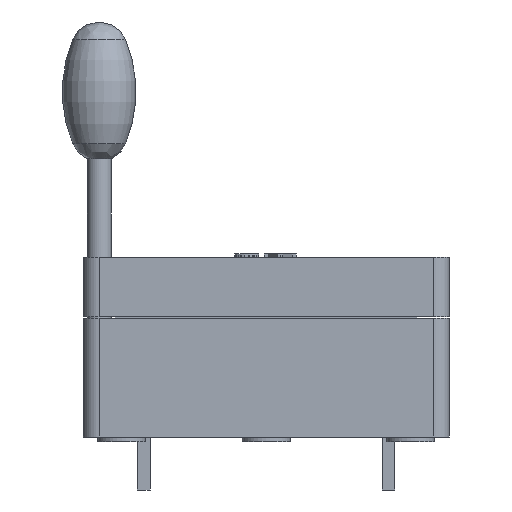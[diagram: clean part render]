
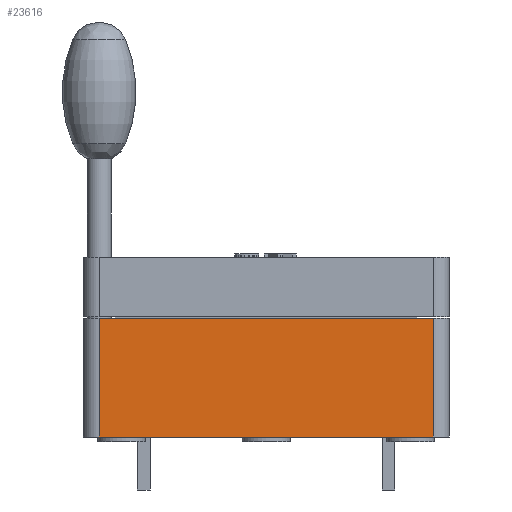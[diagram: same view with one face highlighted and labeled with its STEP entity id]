
A CAD part, front view. The second image highlights one B-rep face of the part: STEP entity #23616.
In plain terms, the highlighted planar face has unit normal (0, -1, 0).
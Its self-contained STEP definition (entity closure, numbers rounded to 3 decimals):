
#246 = DIRECTION ( 'NONE',  ( 0., 0., -1. ) ) ;
#439 = ORIENTED_EDGE ( 'NONE', *, *, #6311, .T. ) ;
#853 = VERTEX_POINT ( 'NONE', #6176 ) ;
#1633 = LINE ( 'NONE', #26929, #13681 ) ;
#3088 = CARTESIAN_POINT ( 'NONE',  ( 10.4, -32.75, 0. ) ) ;
#3333 = VERTEX_POINT ( 'NONE', #16218 ) ;
#6176 = CARTESIAN_POINT ( 'NONE',  ( 10.4, -32.75, 0.3 ) ) ;
#6311 = EDGE_CURVE ( 'NONE', #853, #8699, #18911, .T. ) ;
#7913 = PLANE ( 'NONE',  #22473 ) ;
#8107 = LINE ( 'NONE', #8965, #21421 ) ;
#8359 = EDGE_CURVE ( 'NONE', #29273, #853, #14241, .T. ) ;
#8699 = VERTEX_POINT ( 'NONE', #16990 ) ;
#8965 = CARTESIAN_POINT ( 'NONE',  ( -10.4, -32.75, 0. ) ) ;
#11434 = ORIENTED_EDGE ( 'NONE', *, *, #28905, .T. ) ;
#12539 = EDGE_CURVE ( 'NONE', #8699, #3333, #1633, .T. ) ;
#13681 = VECTOR ( 'NONE', #29005, 1000. ) ;
#14177 = FACE_OUTER_BOUND ( 'NONE', #27497, .T. ) ;
#14241 = LINE ( 'NONE', #20901, #27099 ) ;
#16218 = CARTESIAN_POINT ( 'NONE',  ( -10.4, -32.75, 7.7 ) ) ;
#16990 = CARTESIAN_POINT ( 'NONE',  ( 10.4, -32.75, 7.7 ) ) ;
#17821 = ORIENTED_EDGE ( 'NONE', *, *, #8359, .T. ) ;
#18911 = LINE ( 'NONE', #3088, #26533 ) ;
#20901 = CARTESIAN_POINT ( 'NONE',  ( -11.4, -32.75, 0.3 ) ) ;
#21421 = VECTOR ( 'NONE', #246, 1000. ) ;
#22473 = AXIS2_PLACEMENT_3D ( 'NONE', #25264, #28177, #27628 ) ;
#23210 = DIRECTION ( 'NONE',  ( 0., 0., 1. ) ) ;
#23616 = ADVANCED_FACE ( 'NONE', ( #14177 ), #7913, .T. ) ;
#24234 = ORIENTED_EDGE ( 'NONE', *, *, #12539, .T. ) ;
#24499 = CARTESIAN_POINT ( 'NONE',  ( -10.4, -32.75, 0.3 ) ) ;
#25191 = DIRECTION ( 'NONE',  ( 1., 0., 0. ) ) ;
#25264 = CARTESIAN_POINT ( 'NONE',  ( -11.4, -32.75, 0. ) ) ;
#26533 = VECTOR ( 'NONE', #23210, 1000. ) ;
#26929 = CARTESIAN_POINT ( 'NONE',  ( -11.4, -32.75, 7.7 ) ) ;
#27099 = VECTOR ( 'NONE', #25191, 1000. ) ;
#27497 = EDGE_LOOP ( 'NONE', ( #17821, #439, #24234, #11434 ) ) ;
#27628 = DIRECTION ( 'NONE',  ( 0., 0., -1. ) ) ;
#28177 = DIRECTION ( 'NONE',  ( 0., -1., 0. ) ) ;
#28905 = EDGE_CURVE ( 'NONE', #3333, #29273, #8107, .T. ) ;
#29005 = DIRECTION ( 'NONE',  ( -1., 0., 0. ) ) ;
#29273 = VERTEX_POINT ( 'NONE', #24499 ) ;
